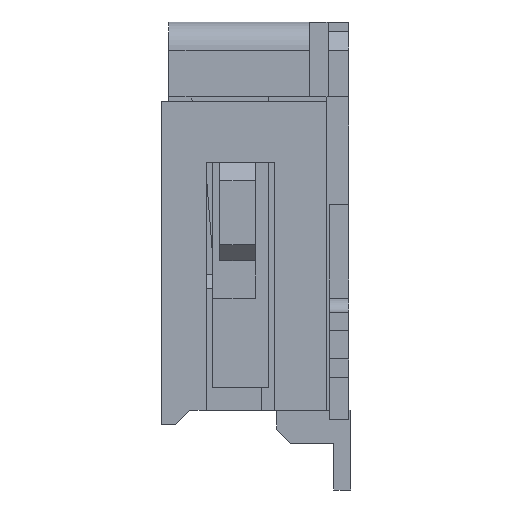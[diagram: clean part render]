
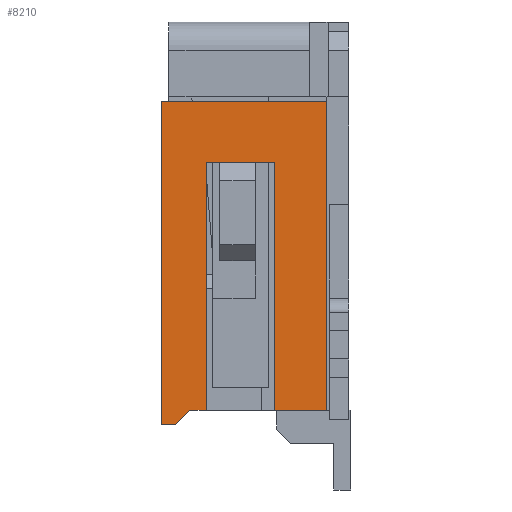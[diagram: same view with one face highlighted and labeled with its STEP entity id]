
A CAD part, left-side view. The second image highlights one B-rep face of the part: STEP entity #8210.
In plain terms, the highlighted planar face has unit normal (-1, 0, 0).
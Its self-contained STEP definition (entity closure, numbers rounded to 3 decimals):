
#2370=DIRECTION('',(0.,0.,-1.));
#2371=VECTOR('',#2370,3.3);
#2372=CARTESIAN_POINT('',(-3.65,0.24,3.45));
#2373=LINE('',#2372,#2371);
#2374=DIRECTION('',(0.,1.,0.));
#2375=VECTOR('',#2374,0.55);
#2376=CARTESIAN_POINT('',(-3.65,0.24,0.15));
#2377=LINE('',#2376,#2375);
#2378=DIRECTION('',(0.,0.,1.));
#2379=VECTOR('',#2378,2.65);
#2380=CARTESIAN_POINT('',(-3.65,0.79,0.15));
#2381=LINE('',#2380,#2379);
#2382=DIRECTION('',(0.,1.,0.));
#2383=VECTOR('',#2382,0.73);
#2384=CARTESIAN_POINT('',(-3.65,0.79,2.8));
#2385=LINE('',#2384,#2383);
#2386=DIRECTION('',(0.,0.,1.));
#2387=VECTOR('',#2386,2.65);
#2388=CARTESIAN_POINT('',(-3.65,1.52,0.15));
#2389=LINE('',#2388,#2387);
#2390=DIRECTION('',(0.,1.,0.));
#2391=VECTOR('',#2390,0.18);
#2392=CARTESIAN_POINT('',(-3.65,1.52,0.15));
#2393=LINE('',#2392,#2391);
#2394=DIRECTION('',(0.,-0.707,0.707));
#2395=VECTOR('',#2394,0.212);
#2396=CARTESIAN_POINT('',(-3.65,1.85,0.));
#2397=LINE('',#2396,#2395);
#2398=DIRECTION('',(0.,0.,1.));
#2399=VECTOR('',#2398,3.45);
#2400=CARTESIAN_POINT('',(-3.65,2.,0.));
#2401=LINE('',#2400,#2399);
#2402=DIRECTION('',(0.,-1.,0.));
#2403=VECTOR('',#2402,1.76);
#2404=CARTESIAN_POINT('',(-3.65,2.,3.45));
#2405=LINE('',#2404,#2403);
#3811=DIRECTION('',(0.,-1.,0.));
#3812=VECTOR('',#3811,0.15);
#3813=CARTESIAN_POINT('',(-3.65,2.,0.));
#3814=LINE('',#3813,#3812);
#4028=CARTESIAN_POINT('',(-3.65,2.,0.));
#4030=VERTEX_POINT('',#4028);
#4041=CARTESIAN_POINT('',(-3.65,1.85,0.));
#4043=VERTEX_POINT('',#4041);
#4047=CARTESIAN_POINT('',(-3.65,1.7,0.15));
#4048=VERTEX_POINT('',#4047);
#4063=CARTESIAN_POINT('',(-3.65,2.,3.45));
#4064=VERTEX_POINT('',#4063);
#4073=CARTESIAN_POINT('',(-3.65,0.79,2.8));
#4074=CARTESIAN_POINT('',(-3.65,1.52,2.8));
#4075=VERTEX_POINT('',#4073);
#4076=VERTEX_POINT('',#4074);
#4077=CARTESIAN_POINT('',(-3.65,1.52,0.15));
#4078=VERTEX_POINT('',#4077);
#4079=CARTESIAN_POINT('',(-3.65,0.79,0.15));
#4080=VERTEX_POINT('',#4079);
#4097=CARTESIAN_POINT('',(-3.65,0.24,3.45));
#4098=CARTESIAN_POINT('',(-3.65,0.24,0.15));
#4099=VERTEX_POINT('',#4097);
#4100=VERTEX_POINT('',#4098);
#8188=CARTESIAN_POINT('',(-3.65,2.,0.));
#8189=DIRECTION('',(-1.,0.,0.));
#8190=DIRECTION('',(0.,-1.,0.));
#8191=AXIS2_PLACEMENT_3D('',#8188,#8189,#8190);
#8192=PLANE('',#8191);
#8193=ORIENTED_EDGE('',*,*,#8160,.T.);
#8194=ORIENTED_EDGE('',*,*,#5469,.T.);
#8196=ORIENTED_EDGE('',*,*,#8195,.T.);
#8197=ORIENTED_EDGE('',*,*,#7264,.T.);
#8199=ORIENTED_EDGE('',*,*,#8198,.F.);
#8200=ORIENTED_EDGE('',*,*,#5457,.T.);
#8202=ORIENTED_EDGE('',*,*,#8201,.F.);
#8204=ORIENTED_EDGE('',*,*,#8203,.F.);
#8206=ORIENTED_EDGE('',*,*,#8205,.T.);
#8207=ORIENTED_EDGE('',*,*,#7143,.T.);
#8208=EDGE_LOOP('',(#8193,#8194,#8196,#8197,#8199,#8200,#8202,#8204,#8206,
#8207));
#8209=FACE_OUTER_BOUND('',#8208,.F.);
#8210=ADVANCED_FACE('',(#8209),#8192,.T.);
#5457=EDGE_CURVE('',#4078,#4048,#2393,.T.);
#5469=EDGE_CURVE('',#4100,#4080,#2377,.T.);
#7143=EDGE_CURVE('',#4064,#4099,#2405,.T.);
#7264=EDGE_CURVE('',#4075,#4076,#2385,.T.);
#8160=EDGE_CURVE('',#4099,#4100,#2373,.T.);
#8195=EDGE_CURVE('',#4080,#4075,#2381,.T.);
#8198=EDGE_CURVE('',#4078,#4076,#2389,.T.);
#8201=EDGE_CURVE('',#4043,#4048,#2397,.T.);
#8203=EDGE_CURVE('',#4030,#4043,#3814,.T.);
#8205=EDGE_CURVE('',#4030,#4064,#2401,.T.);
